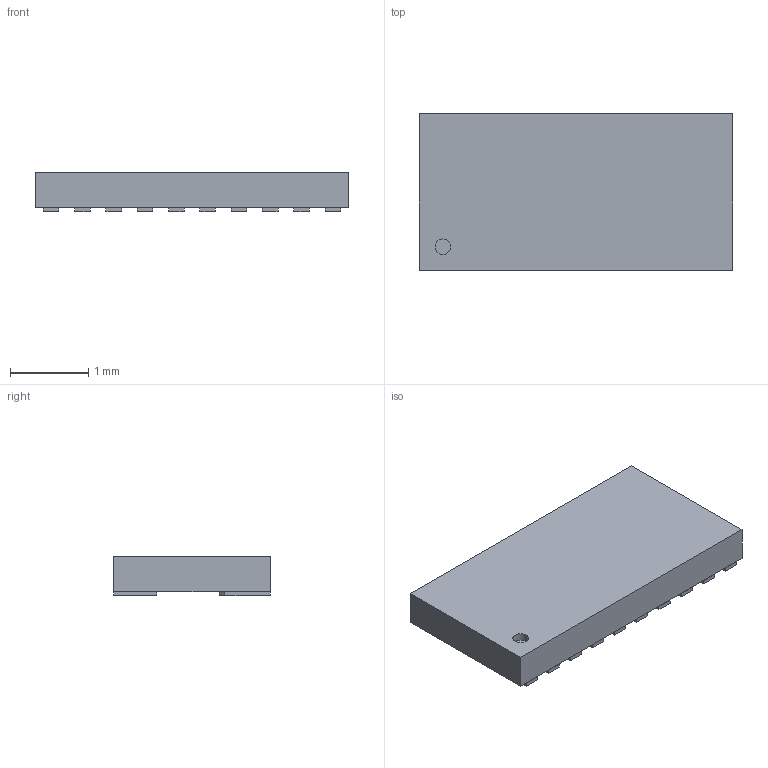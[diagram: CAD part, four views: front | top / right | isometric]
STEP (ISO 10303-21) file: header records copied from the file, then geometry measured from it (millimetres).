
FILE_DESCRIPTION (( 'STEP AP214' ), '1' );
FILE_NAME ('UFDFN-20.STEP', '2015-08-21T17:35:10', ( '' ), ( '' ), 'SwSTEP 2.0', 'SolidWorks 2014', '' );
FILE_SCHEMA (( 'AUTOMOTIVE_DESIGN' ));
Length unit declared in the file: millimetre
Products named in the file (1): UFDFN-20
Bounding box: 4 x 2 x 0.5 mm (x, y, z)
Volume: 3.7 mm3; surface area: 27.4 mm2
Topology: 21 solids, 21 shells, 130 faces, 261 edges, 174 vertices
Faces by surface type: plane 128, cylinder 2
Entity records: 3523 total; most frequent: CARTESIAN_POINT 566, DIRECTION 527, ORIENTED_EDGE 522, EDGE_CURVE 261, VECTOR 257, LINE 257, VERTEX_POINT 174, AXIS2_PLACEMENT_3D 135
